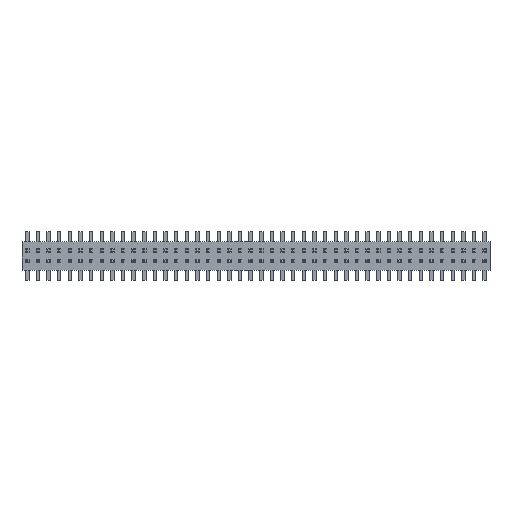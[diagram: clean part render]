
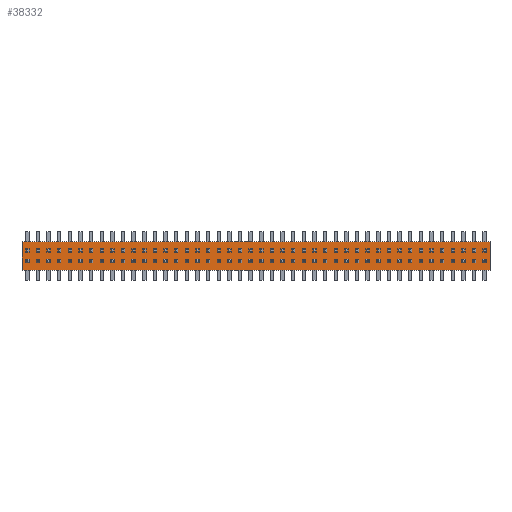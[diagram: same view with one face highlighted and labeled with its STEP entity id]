
A CAD part, top view. The second image highlights one B-rep face of the part: STEP entity #38332.
In plain terms, the highlighted face is planar.
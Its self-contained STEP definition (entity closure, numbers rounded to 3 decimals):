
#38200 = EDGE_CURVE('',#38201,#38203,#38205,.T.);
#38201 = VERTEX_POINT('',#38202);
#38202 = CARTESIAN_POINT('',(-27.94,1.753,-1.715));
#38203 = VERTEX_POINT('',#38204);
#38204 = CARTESIAN_POINT('',(-27.94,1.753,1.715));
#38205 = LINE('',#38206,#38207);
#38206 = CARTESIAN_POINT('',(-27.94,1.753,-1.715));
#38207 = VECTOR('',#38208,1.);
#38208 = DIRECTION('',(0.,0.,1.));
#38240 = EDGE_CURVE('',#38203,#38241,#38243,.T.);
#38241 = VERTEX_POINT('',#38242);
#38242 = CARTESIAN_POINT('',(27.94,1.753,1.715));
#38243 = LINE('',#38244,#38245);
#38244 = CARTESIAN_POINT('',(-27.94,1.753,1.715));
#38245 = VECTOR('',#38246,1.);
#38246 = DIRECTION('',(1.,0.,0.));
#38271 = EDGE_CURVE('',#38241,#38272,#38274,.T.);
#38272 = VERTEX_POINT('',#38273);
#38273 = CARTESIAN_POINT('',(27.94,1.753,-1.715));
#38274 = LINE('',#38275,#38276);
#38275 = CARTESIAN_POINT('',(27.94,1.753,1.715));
#38276 = VECTOR('',#38277,1.);
#38277 = DIRECTION('',(0.,0.,-1.));
#38302 = EDGE_CURVE('',#38272,#38201,#38303,.T.);
#38303 = LINE('',#38304,#38305);
#38304 = CARTESIAN_POINT('',(27.94,1.753,-1.715));
#38305 = VECTOR('',#38306,1.);
#38306 = DIRECTION('',(-1.,0.,0.));
#38332 = ADVANCED_FACE('',(#38333),#38339,.T.);
#38333 = FACE_BOUND('',#38334,.T.);
#38334 = EDGE_LOOP('',(#38335,#38336,#38337,#38338));
#38335 = ORIENTED_EDGE('',*,*,#38200,.T.);
#38336 = ORIENTED_EDGE('',*,*,#38240,.T.);
#38337 = ORIENTED_EDGE('',*,*,#38271,.T.);
#38338 = ORIENTED_EDGE('',*,*,#38302,.T.);
#38339 = PLANE('',#38340);
#38340 = AXIS2_PLACEMENT_3D('',#38341,#38342,#38343);
#38341 = CARTESIAN_POINT('',(0.,1.753,0.));
#38342 = DIRECTION('',(0.,1.,0.));
#38343 = DIRECTION('',(0.,-0.,1.));
